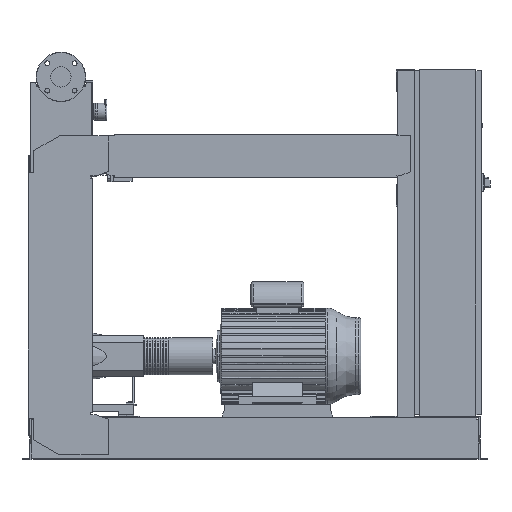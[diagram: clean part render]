
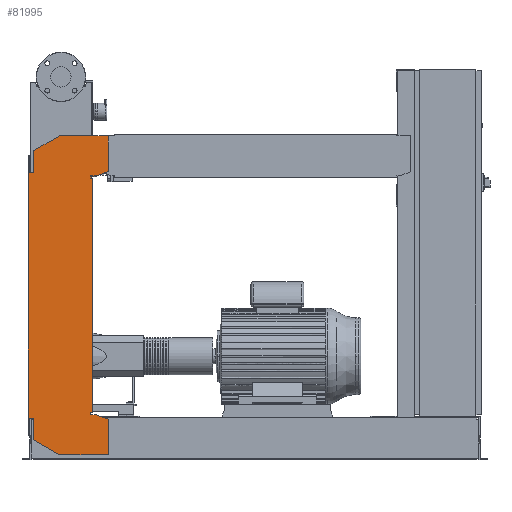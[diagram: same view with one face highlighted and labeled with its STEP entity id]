
A CAD part, front view. The second image highlights one B-rep face of the part: STEP entity #81995.
In plain terms, the highlighted free-form (B-spline) face has degree [1, 1] with [2, 2] control points.
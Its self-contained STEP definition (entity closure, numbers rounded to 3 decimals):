
#81480=CARTESIAN_POINT('',(-102.0,-234.5,1076.0));
#81481=VERTEX_POINT('',#81480);
#81488=CARTESIAN_POINT('',(-102.0,-234.5,1158.574));
#81489=VERTEX_POINT('',#81488);
#81490=CARTESIAN_POINT('',(-102.0,-234.5,1076.0));
#81491=DIRECTION('',(0.0,0.0,1.0));
#81492=VECTOR('',#81491,82.574);
#81493=LINE('',#81490,#81492);
#81494=EDGE_CURVE('',#81481,#81489,#81493,.T.);
#81512=CARTESIAN_POINT('',(-6.,-234.5,1214.0));
#81513=VERTEX_POINT('',#81512);
#81514=CARTESIAN_POINT('',(-102.0,-234.5,1158.574));
#81515=DIRECTION('',(0.866,0.0,0.5));
#81516=VECTOR('',#81515,110.851);
#81517=LINE('',#81514,#81516);
#81518=EDGE_CURVE('',#81489,#81513,#81517,.T.);
#81536=CARTESIAN_POINT('',(177.0,-234.5,1214.0));
#81537=VERTEX_POINT('',#81536);
#81538=CARTESIAN_POINT('',(-6.,-234.5,1214.0));
#81539=DIRECTION('',(1.0,0.0,0.0));
#81540=VECTOR('',#81539,183.0);
#81541=LINE('',#81538,#81540);
#81542=EDGE_CURVE('',#81513,#81537,#81541,.T.);
#81560=CARTESIAN_POINT('',(177.0,-234.5,1080.379));
#81561=VERTEX_POINT('',#81560);
#81562=CARTESIAN_POINT('',(177.0,-234.5,1214.0));
#81563=DIRECTION('',(0.0,0.0,-1.0));
#81564=VECTOR('',#81563,133.621);
#81565=LINE('',#81562,#81564);
#81566=EDGE_CURVE('',#81537,#81561,#81565,.T.);
#81584=CARTESIAN_POINT('',(132.,-234.5,1064.0));
#81585=VERTEX_POINT('',#81584);
#81586=CARTESIAN_POINT('',(177.0,-234.5,1080.379));
#81587=DIRECTION('',(-0.94,0.,-0.342));
#81588=VECTOR('',#81587,47.888);
#81589=LINE('',#81586,#81588);
#81590=EDGE_CURVE('',#81561,#81585,#81589,.T.);
#81608=CARTESIAN_POINT('',(112.0,-234.5,1064.0));
#81609=VERTEX_POINT('',#81608);
#81610=CARTESIAN_POINT('',(132.,-234.5,1064.0));
#81611=DIRECTION('',(-1.0,0.0,0.0));
#81612=VECTOR('',#81611,20.);
#81613=LINE('',#81610,#81612);
#81614=EDGE_CURVE('',#81585,#81609,#81613,.T.);
#81632=CARTESIAN_POINT('',(112.0,-234.5,1056.0));
#81633=VERTEX_POINT('',#81632);
#81634=CARTESIAN_POINT('',(112.0,-234.5,1064.0));
#81635=DIRECTION('',(0.0,0.0,-1.0));
#81636=VECTOR('',#81635,8.0);
#81637=LINE('',#81634,#81636);
#81638=EDGE_CURVE('',#81609,#81633,#81637,.T.);
#81656=CARTESIAN_POINT('',(120.,-234.5,1056.0));
#81657=VERTEX_POINT('',#81656);
#81658=CARTESIAN_POINT('',(112.0,-234.5,1056.0));
#81659=DIRECTION('',(1.0,0.0,0.0));
#81660=VECTOR('',#81659,8.);
#81661=LINE('',#81658,#81660);
#81662=EDGE_CURVE('',#81633,#81657,#81661,.T.);
#81680=CARTESIAN_POINT('',(120.,-234.5,176.));
#81681=VERTEX_POINT('',#81680);
#81692=CARTESIAN_POINT('',(120.,-234.5,1056.0));
#81693=DIRECTION('',(0.0,0.0,-1.0));
#81694=VECTOR('',#81693,880.);
#81695=LINE('',#81692,#81694);
#81696=EDGE_CURVE('',#81657,#81681,#81695,.T.);
#81710=CARTESIAN_POINT('',(112.,-234.5,176.));
#81711=VERTEX_POINT('',#81710);
#81712=CARTESIAN_POINT('',(120.,-234.5,176.));
#81713=DIRECTION('',(-1.0,0.0,0.0));
#81714=VECTOR('',#81713,8.);
#81715=LINE('',#81712,#81714);
#81716=EDGE_CURVE('',#81681,#81711,#81715,.T.);
#81734=CARTESIAN_POINT('',(112.,-234.5,168.));
#81735=VERTEX_POINT('',#81734);
#81736=CARTESIAN_POINT('',(112.,-234.5,176.));
#81737=DIRECTION('',(0.0,0.0,-1.0));
#81738=VECTOR('',#81737,8.0);
#81739=LINE('',#81736,#81738);
#81740=EDGE_CURVE('',#81711,#81735,#81739,.T.);
#81758=CARTESIAN_POINT('',(132.,-234.5,168.));
#81759=VERTEX_POINT('',#81758);
#81760=CARTESIAN_POINT('',(112.,-234.5,168.));
#81761=DIRECTION('',(1.0,0.0,0.0));
#81762=VECTOR('',#81761,20.0);
#81763=LINE('',#81760,#81762);
#81764=EDGE_CURVE('',#81735,#81759,#81763,.T.);
#81782=CARTESIAN_POINT('',(177.,-234.5,151.621));
#81783=VERTEX_POINT('',#81782);
#81784=CARTESIAN_POINT('',(132.,-234.5,168.));
#81785=DIRECTION('',(0.94,0.,-0.342));
#81786=VECTOR('',#81785,47.888);
#81787=LINE('',#81784,#81786);
#81788=EDGE_CURVE('',#81759,#81783,#81787,.T.);
#81806=CARTESIAN_POINT('',(177.,-234.5,18.0));
#81807=VERTEX_POINT('',#81806);
#81808=CARTESIAN_POINT('',(177.,-234.5,151.621));
#81809=DIRECTION('',(0.0,0.0,-1.0));
#81810=VECTOR('',#81809,133.621);
#81811=LINE('',#81808,#81810);
#81812=EDGE_CURVE('',#81783,#81807,#81811,.T.);
#81830=CARTESIAN_POINT('',(-4.,-234.5,18.0));
#81831=VERTEX_POINT('',#81830);
#81832=CARTESIAN_POINT('',(177.,-234.5,18.0));
#81833=DIRECTION('',(-1.0,0.0,0.0));
#81834=VECTOR('',#81833,181.);
#81835=LINE('',#81832,#81834);
#81836=EDGE_CURVE('',#81807,#81831,#81835,.T.);
#81854=CARTESIAN_POINT('',(-102.,-234.5,74.58));
#81855=VERTEX_POINT('',#81854);
#81856=CARTESIAN_POINT('',(-4.,-234.5,18.0));
#81857=DIRECTION('',(-0.866,0.0,0.5));
#81858=VECTOR('',#81857,113.161);
#81859=LINE('',#81856,#81858);
#81860=EDGE_CURVE('',#81831,#81855,#81859,.T.);
#81878=CARTESIAN_POINT('',(-102.,-234.5,156.0));
#81879=VERTEX_POINT('',#81878);
#81880=CARTESIAN_POINT('',(-102.,-234.5,74.58));
#81881=DIRECTION('',(0.0,0.0,1.0));
#81882=VECTOR('',#81881,81.42);
#81883=LINE('',#81880,#81882);
#81884=EDGE_CURVE('',#81855,#81879,#81883,.T.);
#81902=CARTESIAN_POINT('',(-122.,-234.5,156.0));
#81903=VERTEX_POINT('',#81902);
#81904=CARTESIAN_POINT('',(-102.,-234.5,156.0));
#81905=DIRECTION('',(-1.0,0.0,0.0));
#81906=VECTOR('',#81905,20.0);
#81907=LINE('',#81904,#81906);
#81908=EDGE_CURVE('',#81879,#81903,#81907,.T.);
#81926=CARTESIAN_POINT('',(-122.0,-234.5,1076.0));
#81927=VERTEX_POINT('',#81926);
#81940=CARTESIAN_POINT('',(-122.,-234.5,156.0));
#81941=DIRECTION('',(0.0,0.0,1.0));
#81942=VECTOR('',#81941,920.0);
#81943=LINE('',#81940,#81942);
#81944=EDGE_CURVE('',#81903,#81927,#81943,.T.);
#81958=CARTESIAN_POINT('',(-122.0,-234.5,1076.0));
#81959=DIRECTION('',(1.0,0.0,0.0));
#81960=VECTOR('',#81959,20.0);
#81961=LINE('',#81958,#81960);
#81962=EDGE_CURVE('',#81927,#81481,#81961,.T.);
#81968=CARTESIAN_POINT('',(-122.,-234.5,18.0));
#81969=CARTESIAN_POINT('',(177.0,-234.5,18.0));
#81970=CARTESIAN_POINT('',(-122.,-234.5,1214.0));
#81971=CARTESIAN_POINT('',(177.0,-234.5,1214.0));
#81972=B_SPLINE_SURFACE_WITH_KNOTS('',1,1,((#81968,#81970),(#81969,#81971)),.UNSPECIFIED.,.F.,.F.,.U.,(2,2),(2,2),(0.0,299.),(0.0,1196.0),.UNSPECIFIED.);
#81973=ORIENTED_EDGE('',*,*,#81962,.F.);
#81974=ORIENTED_EDGE('',*,*,#81944,.F.);
#81975=ORIENTED_EDGE('',*,*,#81908,.F.);
#81976=ORIENTED_EDGE('',*,*,#81884,.F.);
#81977=ORIENTED_EDGE('',*,*,#81860,.F.);
#81978=ORIENTED_EDGE('',*,*,#81836,.F.);
#81979=ORIENTED_EDGE('',*,*,#81812,.F.);
#81980=ORIENTED_EDGE('',*,*,#81788,.F.);
#81981=ORIENTED_EDGE('',*,*,#81764,.F.);
#81982=ORIENTED_EDGE('',*,*,#81740,.F.);
#81983=ORIENTED_EDGE('',*,*,#81716,.F.);
#81984=ORIENTED_EDGE('',*,*,#81696,.F.);
#81985=ORIENTED_EDGE('',*,*,#81662,.F.);
#81986=ORIENTED_EDGE('',*,*,#81638,.F.);
#81987=ORIENTED_EDGE('',*,*,#81614,.F.);
#81988=ORIENTED_EDGE('',*,*,#81590,.F.);
#81989=ORIENTED_EDGE('',*,*,#81566,.F.);
#81990=ORIENTED_EDGE('',*,*,#81542,.F.);
#81991=ORIENTED_EDGE('',*,*,#81518,.F.);
#81992=ORIENTED_EDGE('',*,*,#81494,.F.);
#81993=EDGE_LOOP('',(#81973,#81974,#81975,#81976,#81977,#81978,#81979,#81980,#81981,#81982,#81983,#81984,#81985,#81986,#81987,#81988,#81989,#81990,#81991,#81992));
#81994=FACE_OUTER_BOUND('',#81993,.T.);
#81995=ADVANCED_FACE('',(#81994),#81972,.T.);
